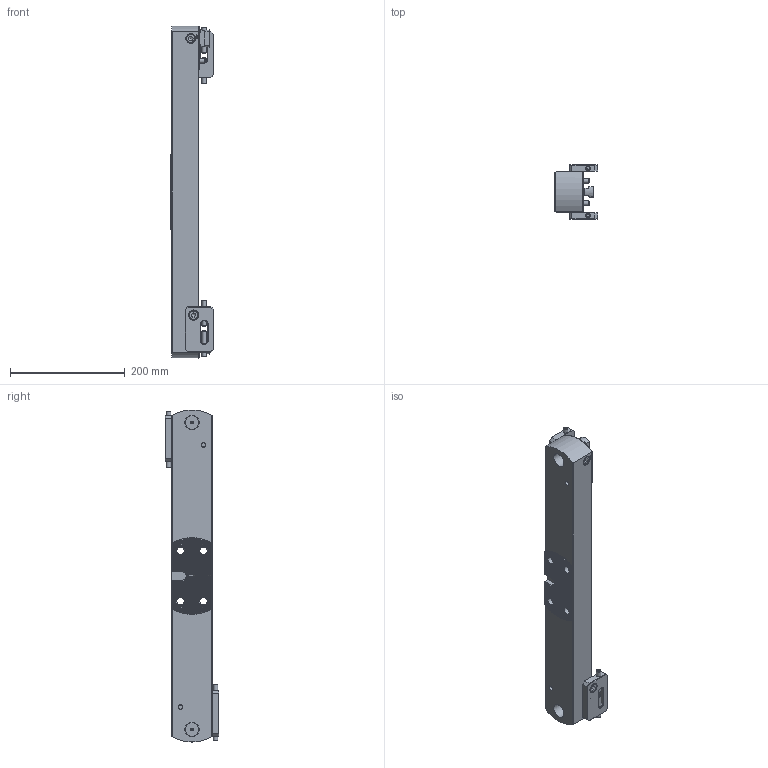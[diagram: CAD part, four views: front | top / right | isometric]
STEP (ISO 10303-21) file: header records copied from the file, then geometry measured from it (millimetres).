
FILE_DESCRIPTION (( 'STEP AP214' ), '1' );
FILE_NAME ('Ko1.VK1.580.050.STEP', '2020-08-13T15:40:50', ( '' ), ( '' ), 'SwSTEP 2.0', 'SolidWorks 2017', '' );
FILE_SCHEMA (( 'AUTOMOTIVE_DESIGN' ));
Length unit declared in the file: millimetre
Products named in the file (14): Ko1-VK1.580.050_E; VK1-ER2.001.044_A; Ko1.VK1.580.050; VK1-ER7.001.012_B; VK1-ER2.201.010_A_vorgespannt; VK1-ER2.201.010_A_gespannt; VK1-ER1.001.030_A; VK1-ER7.001.012_mit langer Schraube; VK1-ER3.001.028_A; VK1-ER2.101.010_A; ISO 8734 - 6 x 12; ISO 4766 - M6x12_ISO 4766 - M6 x 10; ISO 4026 - M8 x 45; DIN 7984 - M10 x 16
Assembly tree (21 placements, depth 3):
  Ko1.VK1.580.050
    Ko1-VK1.580.050_E
    VK1-ER1.001.030_A  x2
    VK1-ER2.001.044_A  x2
    VK1-ER2.101.010_A  x2
    VK1-ER2.201.010_A_gespannt
    VK1-ER2.201.010_A_vorgespannt
    VK1-ER7.001.012_mit langer Schraube  x2
      VK1-ER7.001.012_B
      ISO 8734 - 6 x 12
      ISO 4026 - M8 x 45
      DIN 7984 - M10 x 16
      ISO 4766 - M6x12_ISO 4766 - M6 x 10
    VK1-ER3.001.028_A  x2
Bounding box: 75.58 x 94 x 579.7 mm (x, y, z)
Volume: 1937949.8 mm3; surface area: 225847.1 mm2
Topology: 27 solids, 27 shells, 1319 faces, 3597 edges, 2352 vertices
Faces by surface type: plane 854, cylinder 260, cone 103, bspline 86, torus 12, sphere 4
Full cylindrical faces by diameter (mm): 2 x4, 5 x4, 6 x12, 6.8 x6, 8 x8, 8.5 x2, 10 x2, 10.5 x2, 11 x2, 13 x4, 14 x2, 16 x4, 18 x2, 19 x4, 25 x4
Entity records: 47777 total; most frequent: CARTESIAN_POINT 19815, ORIENTED_EDGE 6014, DIRECTION 4396, EDGE_CURVE 3007, VERTEX_POINT 2025, AXIS2_PLACEMENT_3D 1492, LINE 1412, VECTOR 1412
